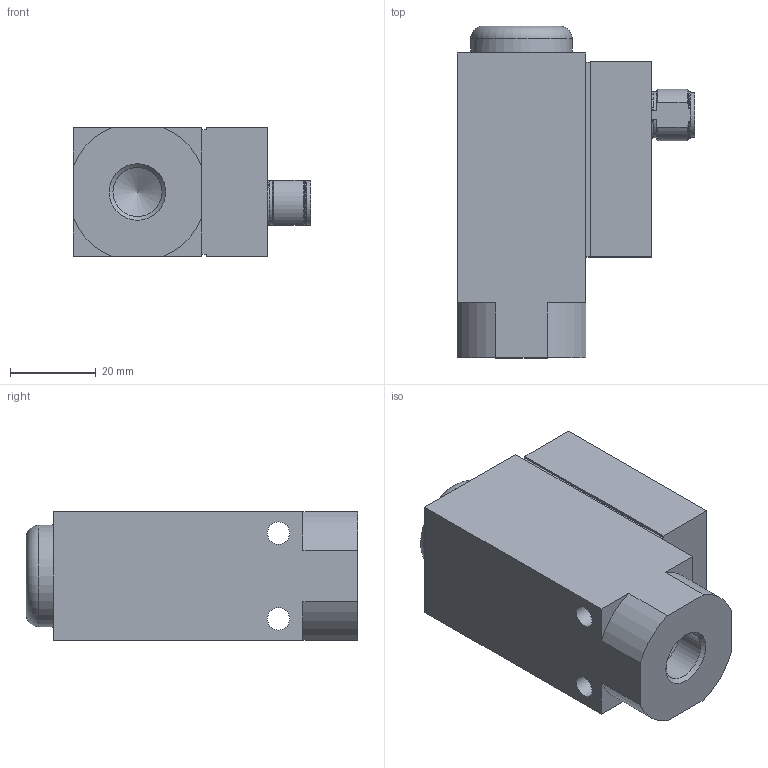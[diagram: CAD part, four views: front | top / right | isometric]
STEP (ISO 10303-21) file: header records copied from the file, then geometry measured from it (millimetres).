
FILE_DESCRIPTION(/* description */ ('STEP AP214'),/* implementation_level */ '2;1');
FILE_NAME(/* name */ '192488_PEV-1_4-B-M12',/* time_stamp */ '2024-09-13T18:19:38+02:00',/* author */ ('License CC BY-ND 4.0'),/* organization */ ('CADENAS'),/* preprocessor_version */ 'ST-DEVELOPER v19.3',/* originating_system */ 'PARTsolutions',/* authorisation */ ' ');
FILE_SCHEMA (('AUTOMOTIVE_DESIGN {1 0 10303 214 3 1 1}'));
Length unit declared in the file: millimetre
Products named in the file (1): 192488 PEV-1/4-B-M12
Bounding box: 55.4 x 77.3 x 30 mm (x, y, z)
Volume: 82936.9 mm3; surface area: 16000 mm2
Topology: 1 solids, 1 shells, 94 faces, 231 edges, 152 vertices
Faces by surface type: plane 47, cylinder 26, cone 11, torus 10
Full cylindrical faces by diameter (mm): 1.3 x4, 5 x1, 5.2 x2, 6 x1, 10.4 x1, 11.445 x1
Entity records: 3378 total; most frequent: CARTESIAN_POINT 542, DIRECTION 450, ORIENTED_EDGE 410, EDGE_CURVE 205, AXIS2_PLACEMENT_3D 172, VERTEX_POINT 148, FACE_BOUND 133, EDGE_LOOP 132
